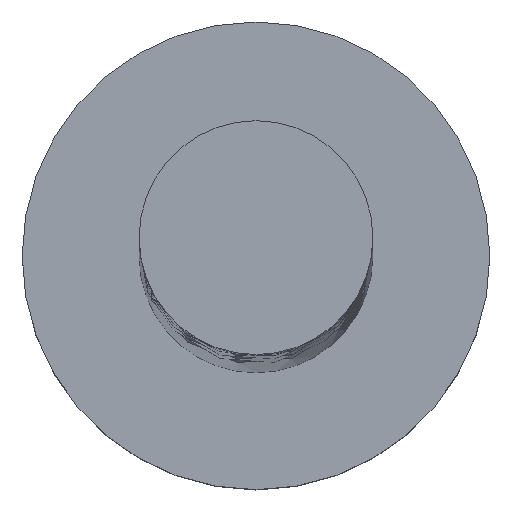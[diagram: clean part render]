
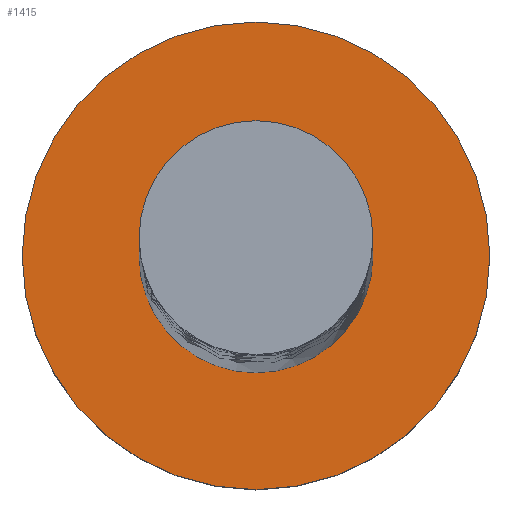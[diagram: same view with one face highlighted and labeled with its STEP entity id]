
A CAD part, top view. The second image highlights one B-rep face of the part: STEP entity #1415.
In plain terms, the highlighted planar face has unit normal (0, 0, 1).
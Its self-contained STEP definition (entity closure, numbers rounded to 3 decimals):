
#10 = CARTESIAN_POINT ( 'NONE',  ( 4., 0., 3. ) ) ;
#32 = DIRECTION ( 'NONE',  ( 0., 0., 1. ) ) ;
#84 = EDGE_CURVE ( 'NONE', #1535, #1695, #1479, .T. ) ;
#105 = VERTEX_POINT ( 'NONE', #737 ) ;
#124 = AXIS2_PLACEMENT_3D ( 'NONE', #456, #326, #875 ) ;
#132 = DIRECTION ( 'NONE',  ( 1., 0., 0. ) ) ;
#165 = DIRECTION ( 'NONE',  ( 1., 0., 0. ) ) ;
#196 = ORIENTED_EDGE ( 'NONE', *, *, #1610, .F. ) ;
#225 = CARTESIAN_POINT ( 'NONE',  ( 0., 0., 3. ) ) ;
#286 = CARTESIAN_POINT ( 'NONE',  ( -4., 0., 3. ) ) ;
#326 = DIRECTION ( 'NONE',  ( 0., 0., 1. ) ) ;
#456 = CARTESIAN_POINT ( 'NONE',  ( 0., 0., 3. ) ) ;
#473 = DIRECTION ( 'NONE',  ( 1., 0., 0. ) ) ;
#483 = DIRECTION ( 'NONE',  ( 0., 0., 1. ) ) ;
#517 = EDGE_CURVE ( 'NONE', #1695, #1535, #635, .T. ) ;
#567 = DIRECTION ( 'NONE',  ( 1., 0., 0. ) ) ;
#614 = EDGE_LOOP ( 'NONE', ( #196, #1248 ) ) ;
#635 = CIRCLE ( 'NONE', #1365, 4. ) ;
#714 = DIRECTION ( 'NONE',  ( 0., 0., 1. ) ) ;
#716 = ORIENTED_EDGE ( 'NONE', *, *, #84, .T. ) ;
#737 = CARTESIAN_POINT ( 'NONE',  ( 2., 0., 3. ) ) ;
#764 = EDGE_CURVE ( 'NONE', #105, #1017, #1619, .T. ) ;
#841 = CARTESIAN_POINT ( 'NONE',  ( 0., 0., 3. ) ) ;
#866 = AXIS2_PLACEMENT_3D ( 'NONE', #225, #1717, #132 ) ;
#875 = DIRECTION ( 'NONE',  ( 1., 0., 0. ) ) ;
#918 = CARTESIAN_POINT ( 'NONE',  ( 0., 0., 3. ) ) ;
#939 = PLANE ( 'NONE',  #866 ) ;
#1008 = AXIS2_PLACEMENT_3D ( 'NONE', #841, #714, #165 ) ;
#1017 = VERTEX_POINT ( 'NONE', #1191 ) ;
#1128 = CARTESIAN_POINT ( 'NONE',  ( 0., 0., 3. ) ) ;
#1191 = CARTESIAN_POINT ( 'NONE',  ( -2., 0., 3. ) ) ;
#1248 = ORIENTED_EDGE ( 'NONE', *, *, #764, .F. ) ;
#1316 = FACE_OUTER_BOUND ( 'NONE', #1686, .T. ) ;
#1317 = CIRCLE ( 'NONE', #1008, 2. ) ;
#1365 = AXIS2_PLACEMENT_3D ( 'NONE', #1128, #32, #567 ) ;
#1415 = ADVANCED_FACE ( 'NONE', ( #1489, #1316 ), #939, .T. ) ;
#1479 = CIRCLE ( 'NONE', #124, 4. ) ;
#1489 = FACE_BOUND ( 'NONE', #614, .T. ) ;
#1535 = VERTEX_POINT ( 'NONE', #286 ) ;
#1581 = ORIENTED_EDGE ( 'NONE', *, *, #517, .T. ) ;
#1610 = EDGE_CURVE ( 'NONE', #1017, #105, #1317, .T. ) ;
#1619 = CIRCLE ( 'NONE', #1712, 2. ) ;
#1686 = EDGE_LOOP ( 'NONE', ( #716, #1581 ) ) ;
#1695 = VERTEX_POINT ( 'NONE', #10 ) ;
#1712 = AXIS2_PLACEMENT_3D ( 'NONE', #918, #483, #473 ) ;
#1717 = DIRECTION ( 'NONE',  ( 0., 0., 1. ) ) ;
